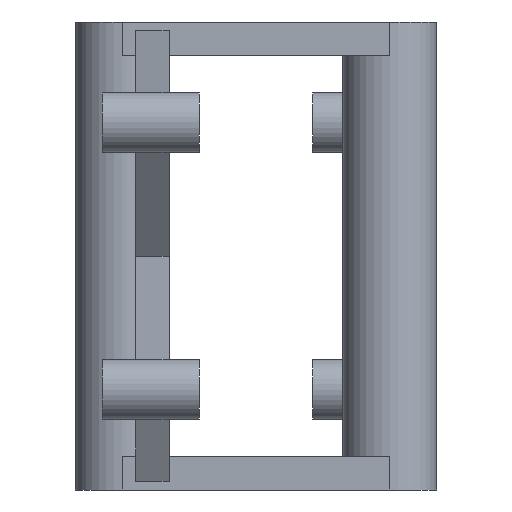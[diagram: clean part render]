
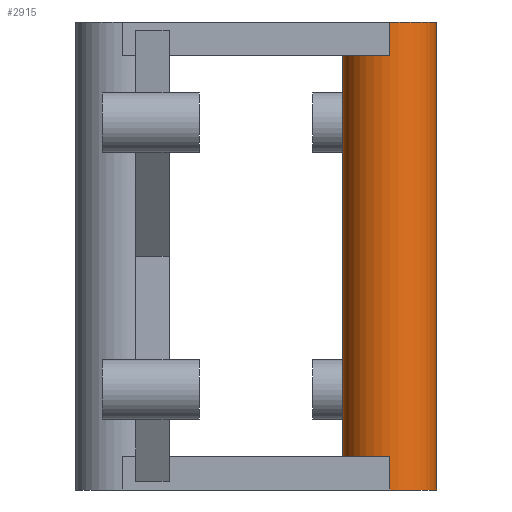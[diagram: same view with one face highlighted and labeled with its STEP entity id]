
A CAD part, left-side view. The second image highlights one B-rep face of the part: STEP entity #2915.
In plain terms, the highlighted cylindrical face has radius 3.5 mm (diameter 7 mm), a full revolution.
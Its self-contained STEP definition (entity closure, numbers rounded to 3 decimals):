
#62=CYLINDRICAL_SURFACE('',#3211,3.5);
#345=LINE('',#4949,#623);
#348=LINE('',#4955,#626);
#360=LINE('',#4997,#638);
#361=LINE('',#4999,#639);
#362=LINE('',#5000,#640);
#623=VECTOR('',#3989,10.);
#626=VECTOR('',#3994,10.);
#638=VECTOR('',#4050,10.);
#639=VECTOR('',#4053,3.5);
#640=VECTOR('',#4054,10.);
#823=FACE_OUTER_BOUND('',#1007,.T.);
#1007=EDGE_LOOP('',(#2639,#2640,#2641,#2642,#2643,#2644,#2645,#2646,#2647,
#2648));
#1052=CIRCLE('',#3049,3.5);
#1110=CIRCLE('',#3190,3.5);
#1113=CIRCLE('',#3194,3.5);
#1118=CIRCLE('',#3200,3.5);
#1241=VERTEX_POINT('',#4477);
#1242=VERTEX_POINT('',#4479);
#1373=VERTEX_POINT('',#4946);
#1374=VERTEX_POINT('',#4948);
#1375=VERTEX_POINT('',#4952);
#1376=VERTEX_POINT('',#4954);
#1378=VERTEX_POINT('',#4963);
#1379=VERTEX_POINT('',#4965);
#1567=EDGE_CURVE('',#1241,#1242,#1052,.T.);
#1780=EDGE_CURVE('',#1374,#1373,#345,.T.);
#1783=EDGE_CURVE('',#1375,#1376,#348,.T.);
#1785=EDGE_CURVE('',#1375,#1374,#1110,.T.);
#1789=EDGE_CURVE('',#1379,#1378,#1113,.T.);
#1798=EDGE_CURVE('',#1376,#1373,#1118,.T.);
#1806=EDGE_CURVE('',#1378,#1242,#360,.T.);
#1807=EDGE_CURVE('',#1375,#1241,#361,.T.);
#1808=EDGE_CURVE('',#1379,#1241,#362,.T.);
#2639=ORIENTED_EDGE('',*,*,#1785,.T.);
#2640=ORIENTED_EDGE('',*,*,#1780,.T.);
#2641=ORIENTED_EDGE('',*,*,#1798,.F.);
#2642=ORIENTED_EDGE('',*,*,#1783,.F.);
#2643=ORIENTED_EDGE('',*,*,#1807,.T.);
#2644=ORIENTED_EDGE('',*,*,#1808,.F.);
#2645=ORIENTED_EDGE('',*,*,#1789,.T.);
#2646=ORIENTED_EDGE('',*,*,#1806,.T.);
#2647=ORIENTED_EDGE('',*,*,#1567,.F.);
#2648=ORIENTED_EDGE('',*,*,#1807,.F.);
#2915=ADVANCED_FACE('',(#823),#62,.T.);
#3049=AXIS2_PLACEMENT_3D('',#4480,#3573,#3574);
#3190=AXIS2_PLACEMENT_3D('',#4958,#3998,#3999);
#3194=AXIS2_PLACEMENT_3D('',#4966,#4007,#4008);
#3200=AXIS2_PLACEMENT_3D('',#4979,#4023,#4024);
#3211=AXIS2_PLACEMENT_3D('',#4998,#4051,#4052);
#3573=DIRECTION('center_axis',(0.,0.,-1.));
#3574=DIRECTION('ref_axis',(1.,0.,0.));
#3989=DIRECTION('',(0.,0.,1.));
#3994=DIRECTION('',(0.,0.,1.));
#3998=DIRECTION('center_axis',(0.,0.,-1.));
#3999=DIRECTION('ref_axis',(1.,0.,0.));
#4007=DIRECTION('center_axis',(0.,0.,1.));
#4008=DIRECTION('ref_axis',(1.,0.,0.));
#4023=DIRECTION('center_axis',(0.,0.,1.));
#4024=DIRECTION('ref_axis',(1.,0.,0.));
#4050=DIRECTION('',(0.,0.,1.));
#4051=DIRECTION('center_axis',(0.,0.,1.));
#4052=DIRECTION('ref_axis',(1.,0.,0.));
#4053=DIRECTION('',(0.,0.,-1.));
#4054=DIRECTION('',(0.,0.,1.));
#4477=CARTESIAN_POINT('',(-3.5,0.,2.5));
#4479=CARTESIAN_POINT('',(0.,-3.5,2.5));
#4480=CARTESIAN_POINT('Origin',(0.,0.,2.5));
#4946=CARTESIAN_POINT('',(0.,-3.5,35.));
#4948=CARTESIAN_POINT('',(0.,-3.5,32.5));
#4949=CARTESIAN_POINT('',(0.,-3.5,0.));
#4952=CARTESIAN_POINT('',(-3.5,0.,32.5));
#4954=CARTESIAN_POINT('',(-3.5,0.,35.));
#4955=CARTESIAN_POINT('',(-3.5,0.,0.));
#4958=CARTESIAN_POINT('Origin',(0.,0.,32.5));
#4963=CARTESIAN_POINT('',(0.,-3.5,0.));
#4965=CARTESIAN_POINT('',(-3.5,0.,0.));
#4966=CARTESIAN_POINT('Origin',(0.,0.,0.));
#4979=CARTESIAN_POINT('Origin',(0.,0.,35.));
#4997=CARTESIAN_POINT('',(0.,-3.5,0.));
#4998=CARTESIAN_POINT('Origin',(0.,0.,0.));
#4999=CARTESIAN_POINT('',(-3.5,0.,0.));
#5000=CARTESIAN_POINT('',(-3.5,0.,0.));
